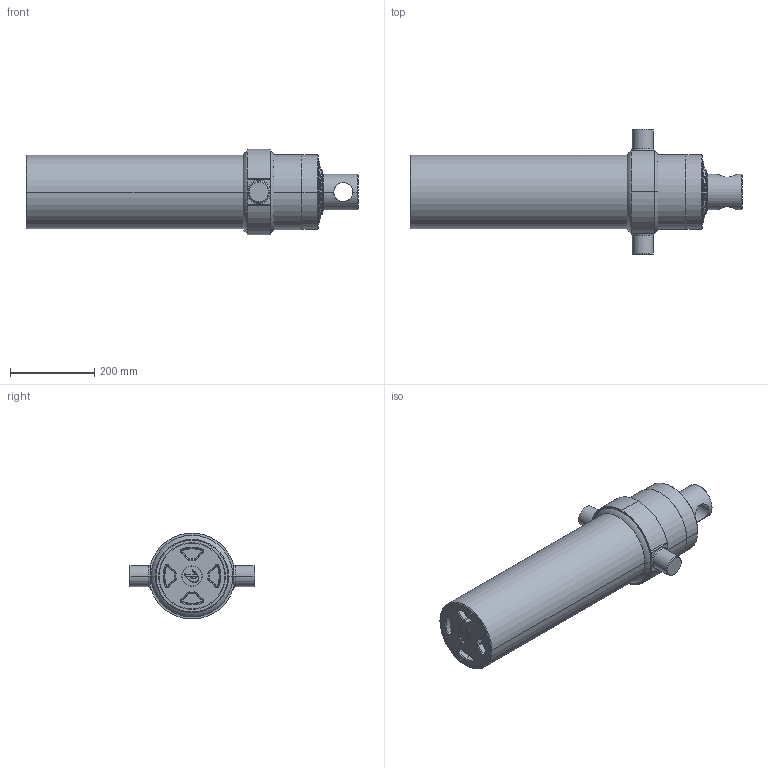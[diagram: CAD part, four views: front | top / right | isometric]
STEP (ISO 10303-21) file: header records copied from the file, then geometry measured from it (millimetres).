
FILE_DESCRIPTION (( 'STEP AP203' ), '1' );
FILE_NAME ('424.L.STEP', '2014-10-27T10:16:47', ( '' ), ( '' ), 'SwSTEP 2.0', 'SolidWorks 2013', '' );
FILE_SCHEMA (( 'CONFIG_CONTROL_DESIGN' ));
Length unit declared in the file: millimetre
Products named in the file (1): 424.L
Bounding box: 787 x 298 x 203.64 mm (x, y, z)
Surface area: 1458864 mm2 (no closed solid volume)
Topology: 0 solids, 18 shells, 251 faces, 657 edges, 420 vertices
Faces by surface type: cylinder 73, torus 72, cone 66, plane 34, bspline 6
Entity records: 9410 total; most frequent: CARTESIAN_POINT 3062, DIRECTION 1481, ORIENTED_EDGE 1164, EDGE_CURVE 657, AXIS2_PLACEMENT_3D 634, VERTEX_POINT 420, CIRCLE 388, EDGE_LOOP 268
